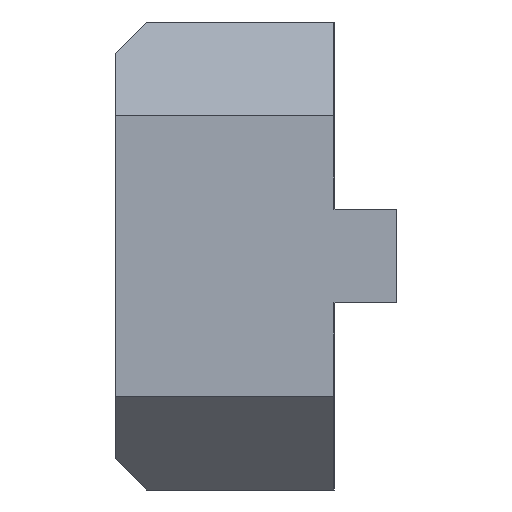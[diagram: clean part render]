
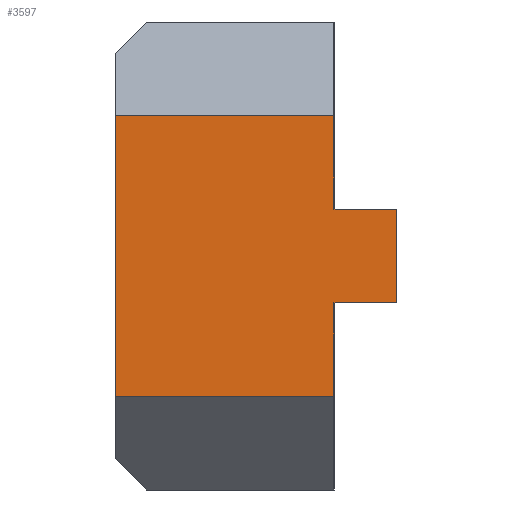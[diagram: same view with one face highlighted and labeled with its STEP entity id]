
A CAD part, left-side view. The second image highlights one B-rep face of the part: STEP entity #3597.
In plain terms, the highlighted planar face has unit normal (-1, 0, 0).
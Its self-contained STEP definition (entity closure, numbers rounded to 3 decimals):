
#208 = EDGE_CURVE ( 'NONE', #2670, #2290, #3644, .T. ) ;
#349 = VECTOR ( 'NONE', #4664, 1000. ) ;
#366 = DIRECTION ( 'NONE',  ( 0., 1., 0. ) ) ;
#390 = ORIENTED_EDGE ( 'NONE', *, *, #1509, .F. ) ;
#545 = VECTOR ( 'NONE', #3639, 1000. ) ;
#555 = DIRECTION ( 'NONE',  ( 1., 0., 0. ) ) ;
#598 = DIRECTION ( 'NONE',  ( 0., 0., -1. ) ) ;
#644 = VECTOR ( 'NONE', #4273, 1000. ) ;
#706 = VECTOR ( 'NONE', #3005, 1000. ) ;
#911 = ORIENTED_EDGE ( 'NONE', *, *, #4080, .T. ) ;
#1021 = CARTESIAN_POINT ( 'NONE',  ( 0., 0., -6. ) ) ;
#1229 = DIRECTION ( 'NONE',  ( 0., 0., 1. ) ) ;
#1509 = EDGE_CURVE ( 'NONE', #2711, #3101, #3854, .T. ) ;
#1534 = CARTESIAN_POINT ( 'NONE',  ( 0., 0., 0. ) ) ;
#1541 = EDGE_CURVE ( 'NONE', #3540, #3599, #2047, .T. ) ;
#1557 = LINE ( 'NONE', #1534, #706 ) ;
#1665 = CARTESIAN_POINT ( 'NONE',  ( 0., 7., 0. ) ) ;
#1671 = DIRECTION ( 'NONE',  ( 0., 0., 1. ) ) ;
#1791 = ORIENTED_EDGE ( 'NONE', *, *, #1541, .T. ) ;
#1794 = LINE ( 'NONE', #3328, #545 ) ;
#1865 = CARTESIAN_POINT ( 'NONE',  ( 0., -2., -6. ) ) ;
#2005 = CARTESIAN_POINT ( 'NONE',  ( 0., 7., -3. ) ) ;
#2006 = AXIS2_PLACEMENT_3D ( 'NONE', #1665, #555, #598 ) ;
#2047 = LINE ( 'NONE', #4598, #4681 ) ;
#2084 = CARTESIAN_POINT ( 'NONE',  ( 0., 0., -9. ) ) ;
#2094 = EDGE_LOOP ( 'NONE', ( #390, #911, #1791, #3311, #4763, #2656, #3580, #4259 ) ) ;
#2107 = VECTOR ( 'NONE', #366, 1000. ) ;
#2118 = LINE ( 'NONE', #3922, #349 ) ;
#2165 = CARTESIAN_POINT ( 'NONE',  ( 0., -2., -9. ) ) ;
#2238 = LINE ( 'NONE', #2165, #2107 ) ;
#2290 = VERTEX_POINT ( 'NONE', #3520 ) ;
#2656 = ORIENTED_EDGE ( 'NONE', *, *, #3968, .T. ) ;
#2668 = CARTESIAN_POINT ( 'NONE',  ( 0., 0., -3. ) ) ;
#2670 = VERTEX_POINT ( 'NONE', #1865 ) ;
#2711 = VERTEX_POINT ( 'NONE', #3008 ) ;
#2781 = DIRECTION ( 'NONE',  ( 0., 1., 0. ) ) ;
#2805 = CARTESIAN_POINT ( 'NONE',  ( 0., -2., -6. ) ) ;
#2863 = PLANE ( 'NONE',  #2006 ) ;
#3005 = DIRECTION ( 'NONE',  ( 0., 0., 1. ) ) ;
#3008 = CARTESIAN_POINT ( 'NONE',  ( 0., 7., -12. ) ) ;
#3101 = VERTEX_POINT ( 'NONE', #2005 ) ;
#3216 = EDGE_CURVE ( 'NONE', #4531, #3101, #2118, .T. ) ;
#3311 = ORIENTED_EDGE ( 'NONE', *, *, #3382, .F. ) ;
#3328 = CARTESIAN_POINT ( 'NONE',  ( 0., 7., -12. ) ) ;
#3372 = CARTESIAN_POINT ( 'NONE',  ( 0., -2., -9. ) ) ;
#3382 = EDGE_CURVE ( 'NONE', #2290, #3599, #2238, .T. ) ;
#3520 = CARTESIAN_POINT ( 'NONE',  ( 0., -2., -9. ) ) ;
#3540 = VERTEX_POINT ( 'NONE', #3892 ) ;
#3580 = ORIENTED_EDGE ( 'NONE', *, *, #4183, .T. ) ;
#3597 = ADVANCED_FACE ( 'NONE', ( #4634 ), #2863, .F. ) ;
#3599 = VERTEX_POINT ( 'NONE', #2084 ) ;
#3639 = DIRECTION ( 'NONE',  ( 0., -1., 0. ) ) ;
#3644 = LINE ( 'NONE', #3372, #644 ) ;
#3805 = CARTESIAN_POINT ( 'NONE',  ( 0., 7., 0. ) ) ;
#3854 = LINE ( 'NONE', #3805, #4607 ) ;
#3865 = LINE ( 'NONE', #2805, #4477 ) ;
#3892 = CARTESIAN_POINT ( 'NONE',  ( 0., 0., -12. ) ) ;
#3922 = CARTESIAN_POINT ( 'NONE',  ( 0., 7., -3. ) ) ;
#3968 = EDGE_CURVE ( 'NONE', #2670, #4094, #3865, .T. ) ;
#4080 = EDGE_CURVE ( 'NONE', #2711, #3540, #1794, .T. ) ;
#4094 = VERTEX_POINT ( 'NONE', #1021 ) ;
#4183 = EDGE_CURVE ( 'NONE', #4094, #4531, #1557, .T. ) ;
#4259 = ORIENTED_EDGE ( 'NONE', *, *, #3216, .T. ) ;
#4273 = DIRECTION ( 'NONE',  ( 0., 0., -1. ) ) ;
#4477 = VECTOR ( 'NONE', #2781, 1000. ) ;
#4531 = VERTEX_POINT ( 'NONE', #2668 ) ;
#4598 = CARTESIAN_POINT ( 'NONE',  ( 0., 0., 0. ) ) ;
#4607 = VECTOR ( 'NONE', #1229, 1000. ) ;
#4634 = FACE_OUTER_BOUND ( 'NONE', #2094, .T. ) ;
#4664 = DIRECTION ( 'NONE',  ( 0., 1., 0. ) ) ;
#4681 = VECTOR ( 'NONE', #1671, 1000. ) ;
#4763 = ORIENTED_EDGE ( 'NONE', *, *, #208, .F. ) ;
